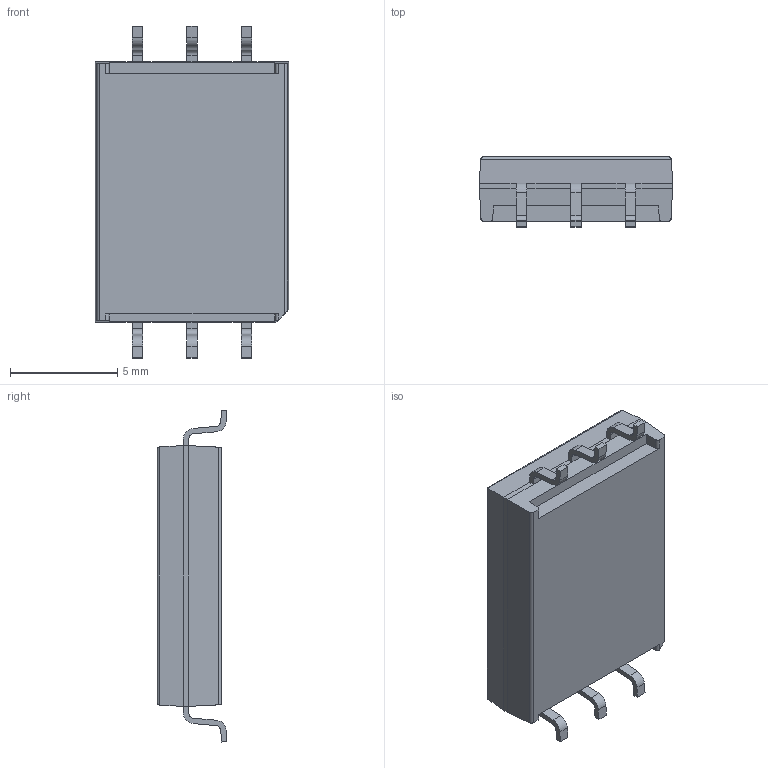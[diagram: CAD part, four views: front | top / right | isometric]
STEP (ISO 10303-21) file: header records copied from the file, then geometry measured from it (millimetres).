
FILE_DESCRIPTION (( 'STEP AP214' ), '1' );
FILE_NAME ('HM2113ZNL_3D.STEP', '2017-10-27T02:56:38', ( '' ), ( '' ), 'SwSTEP 2.0', 'SolidWorks 2015', '' );
FILE_SCHEMA (( 'AUTOMOTIVE_DESIGN' ));
Length unit declared in the file: millimetre
Products named in the file (1): HM2113ZNL_3D
Bounding box: 9 x 3.25 x 15.46 mm (x, y, z)
Volume: 320.6 mm3; surface area: 363.2 mm2
Topology: 1 solids, 1 shells, 120 faces, 318 edges, 201 vertices
Faces by surface type: plane 84, cylinder 36
Entity records: 3688 total; most frequent: CARTESIAN_POINT 682, ORIENTED_EDGE 636, DIRECTION 602, EDGE_CURVE 318, VECTOR 248, LINE 248, VERTEX_POINT 201, AXIS2_PLACEMENT_3D 177
